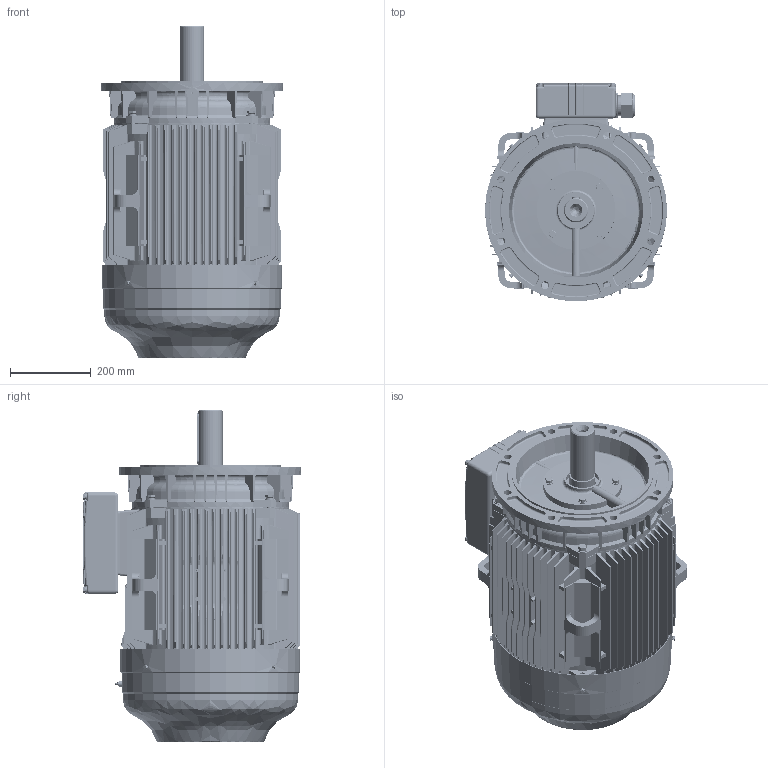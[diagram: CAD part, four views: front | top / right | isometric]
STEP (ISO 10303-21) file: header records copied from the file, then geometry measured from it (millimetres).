
FILE_DESCRIPTION (( 'STEP AP203' ), '1' );
FILE_NAME ('WE225S-468-B5.STEP', '2017-06-24T07:22:46', ( 'Sky123.Org' ), ( 'Sky123.Org' ), 'SwSTEP 2.0', 'SolidWorks 2012', '' );
FILE_SCHEMA (( 'CONFIG_CONTROL_DESIGN' ));
Products named in the file (1): WE225S-468-B5
Bounding box: 450 x 541.01 x 820.5 mm (x, y, z)
Volume: 68526434.6 mm3; surface area: 4105575 mm2
Topology: 75 solids, 79 shells, 6426 faces, 18146 edges, 11951 vertices
Faces by surface type: cylinder 2882, plane 2734, cone 523, torus 214, bspline 59, sphere 14
Entity records: 248770 total; most frequent: CARTESIAN_POINT 84083, ORIENTED_EDGE 36192, DIRECTION 31951, EDGE_CURVE 18096, VERTEX_POINT 11951, AXIS2_PLACEMENT_3D 11380, LINE 9191, VECTOR 9191
